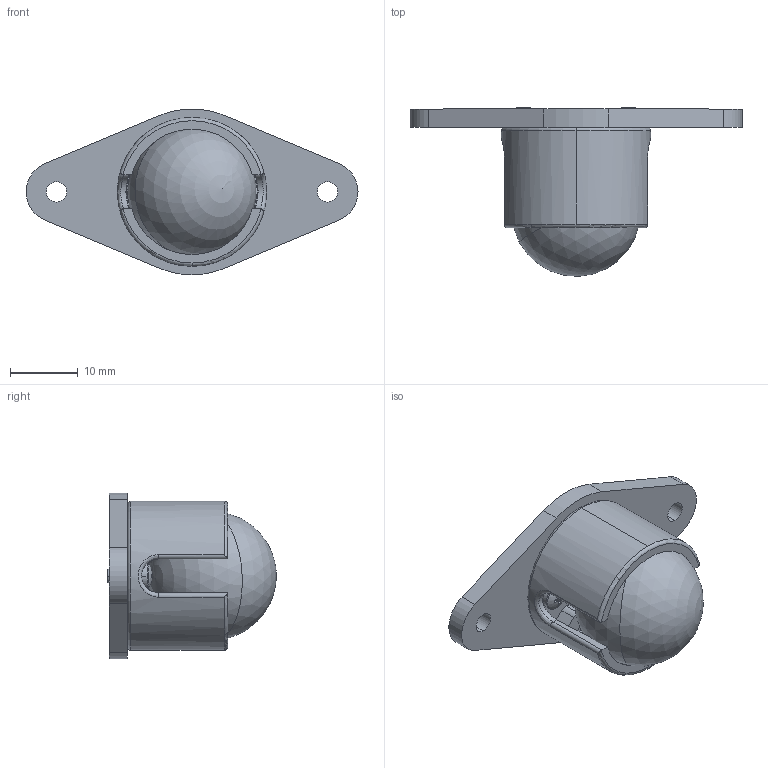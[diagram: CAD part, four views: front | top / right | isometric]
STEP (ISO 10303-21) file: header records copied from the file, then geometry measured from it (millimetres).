
FILE_DESCRIPTION (( 'STEP AP214' ), '1' );
FILE_NAME ('Caster.STEP', '2015-08-24T11:03:24', ( '' ), ( '' ), 'SwSTEP 2.0', 'SolidWorks 2015', '' );
FILE_SCHEMA (( 'AUTOMOTIVE_DESIGN' ));
Length unit declared in the file: millimetre
Products named in the file (5): Caster; Ball Housing; pan head cross recess screw_iso_ISO 7045 - M2 x 5 - Z --- 5C; Caster Bracket; Steel Ball
Assembly tree (5 placements, depth 2):
  Caster
    Caster Bracket
    Ball Housing
    Steel Ball
    pan head cross recess screw_iso_ISO 7045 - M2 x 5 - Z --- 5C  x2
Bounding box: 49 x 24.88 x 24.46 mm (x, y, z)
Volume: 7446.9 mm3; surface area: 5512.9 mm2
Topology: 5 solids, 5 shells, 160 faces, 405 edges, 250 vertices
Faces by surface type: plane 73, cylinder 41, cone 25, torus 13, sphere 6, bspline 2
Entity records: 4204 total; most frequent: CARTESIAN_POINT 1089, DIRECTION 657, ORIENTED_EDGE 592, EDGE_CURVE 296, AXIS2_PLACEMENT_3D 275, VERTEX_POINT 187, CIRCLE 152, EDGE_LOOP 131
